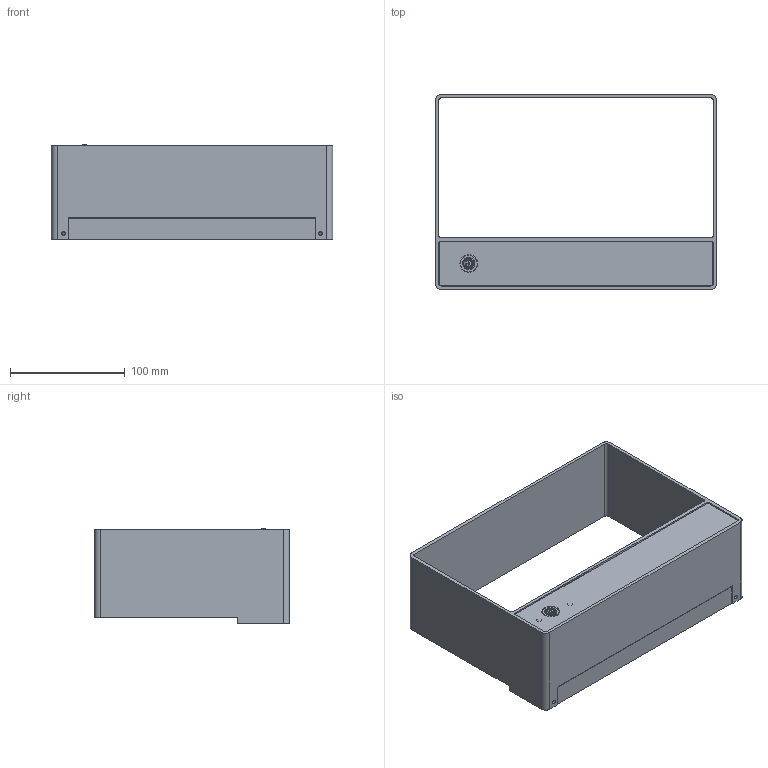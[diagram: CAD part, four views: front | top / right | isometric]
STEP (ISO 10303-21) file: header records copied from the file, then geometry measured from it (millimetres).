
FILE_DESCRIPTION (( 'STEP AP203' ), '1' );
FILE_NAME ('KIRA A-01 10901034yyy.STEP', '2022-02-08T13:43:10', ( '' ), ( '' ), 'SwSTEP 2.0', 'SolidWorks 2019', '' );
FILE_SCHEMA (( 'CONFIG_CONTROL_DESIGN' ));
Length unit declared in the file: millimetre
Products named in the file (9): 000-109-056_1; 000-196-007; KIRA A-01 10901034yyy; 000-109-012; 000-109-030_1; 000-109-046_1; 000-109-050_1; 000-109-003_1; 000-CONJUNTO 109_012 V3 109_049
Assembly tree (8 placements, depth 3):
  KIRA A-01 10901034yyy
    000-109-003_1
    000-109-030_1
    000-109-050_1
    000-CONJUNTO 109_012 V3 109_049
      000-109-012
      000-196-007
    000-109-046_1
    000-109-056_1
Bounding box: 245 x 170 x 82.39 mm (x, y, z)
Volume: 340724.4 mm3; surface area: 240405.2 mm2
Topology: 10 solids, 10 shells, 979 faces, 2834 edges, 1883 vertices
Faces by surface type: cylinder 805, plane 153, torus 11, cone 8, sphere 2
Entity records: 35650 total; most frequent: DIRECTION 6413, CARTESIAN_POINT 5993, ORIENTED_EDGE 5660, EDGE_CURVE 2830, AXIS2_PLACEMENT_3D 2617, VERTEX_POINT 1883, EDGE_LOOP 1667, CIRCLE 1626
